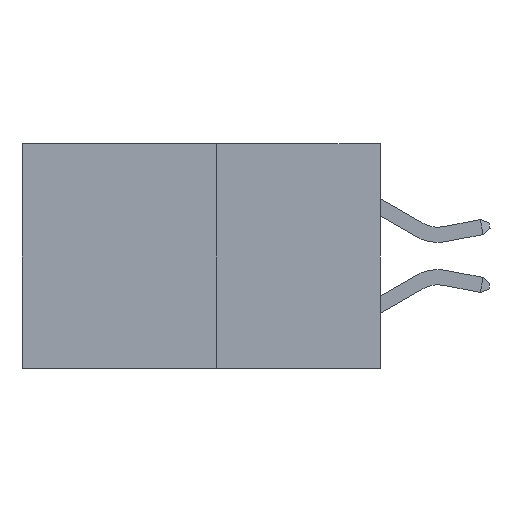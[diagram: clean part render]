
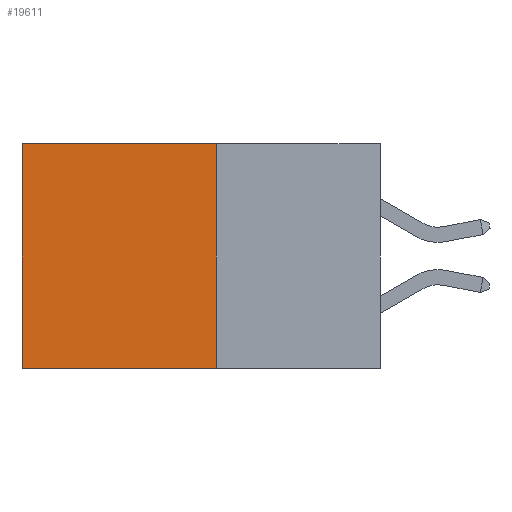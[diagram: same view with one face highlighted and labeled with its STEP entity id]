
A CAD part, left-side view. The second image highlights one B-rep face of the part: STEP entity #19611.
In plain terms, the highlighted planar face has unit normal (-1, 0, 0).
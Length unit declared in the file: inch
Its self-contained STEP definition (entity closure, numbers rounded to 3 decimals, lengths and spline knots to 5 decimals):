
#1 = VECTOR ( 'NONE', #6738, 39.37008 ) ;
#609 = VERTEX_POINT ( 'NONE', #4883 ) ;
#3944 = EDGE_CURVE ( 'NONE', #14875, #6961, #17474, .T. ) ;
#4259 = AXIS2_PLACEMENT_3D ( 'NONE', #17541, #8029, #19049 ) ;
#4385 = CARTESIAN_POINT ( 'NONE',  ( 0.277, 0.27, -0.37 ) ) ;
#4419 = ORIENTED_EDGE ( 'NONE', *, *, #3944, .T. ) ;
#4772 = CARTESIAN_POINT ( 'NONE',  ( 0.277, 0.27, 0. ) ) ;
#4883 = CARTESIAN_POINT ( 'NONE',  ( 0.277, 0.59, -0.37 ) ) ;
#5835 = EDGE_CURVE ( 'NONE', #6961, #609, #17401, .T. ) ;
#5839 = FACE_OUTER_BOUND ( 'NONE', #6519, .T. ) ;
#6519 = EDGE_LOOP ( 'NONE', ( #8041, #20550, #12930, #4419 ) ) ;
#6738 = DIRECTION ( 'NONE',  ( 0., 0., -1. ) ) ;
#6948 = VERTEX_POINT ( 'NONE', #10888 ) ;
#6961 = VERTEX_POINT ( 'NONE', #15556 ) ;
#8029 = DIRECTION ( 'NONE',  ( 1., 0., 0. ) ) ;
#8041 = ORIENTED_EDGE ( 'NONE', *, *, #5835, .T. ) ;
#8494 = CARTESIAN_POINT ( 'NONE',  ( 0.277, 0.27, -0.37 ) ) ;
#8546 = VECTOR ( 'NONE', #15934, 39.37008 ) ;
#9894 = LINE ( 'NONE', #4385, #18199 ) ;
#10888 = CARTESIAN_POINT ( 'NONE',  ( 0.277, 0.27, -0.37 ) ) ;
#11349 = PLANE ( 'NONE',  #4259 ) ;
#12930 = ORIENTED_EDGE ( 'NONE', *, *, #16875, .F. ) ;
#13573 = LINE ( 'NONE', #8494, #1 ) ;
#14620 = EDGE_CURVE ( 'NONE', #6948, #609, #9894, .T. ) ;
#14875 = VERTEX_POINT ( 'NONE', #4772 ) ;
#15556 = CARTESIAN_POINT ( 'NONE',  ( 0.277, 0.59, 0. ) ) ;
#15820 = CARTESIAN_POINT ( 'NONE',  ( 0.277, 0.27, 0. ) ) ;
#15934 = DIRECTION ( 'NONE',  ( 0., 1., 0. ) ) ;
#15948 = DIRECTION ( 'NONE',  ( 0., 1., 0. ) ) ;
#16562 = DIRECTION ( 'NONE',  ( 0., 0., -1. ) ) ;
#16603 = CARTESIAN_POINT ( 'NONE',  ( 0.277, 0.59, -0.37 ) ) ;
#16875 = EDGE_CURVE ( 'NONE', #14875, #6948, #13573, .T. ) ;
#16914 = VECTOR ( 'NONE', #16562, 39.37008 ) ;
#17401 = LINE ( 'NONE', #16603, #16914 ) ;
#17474 = LINE ( 'NONE', #15820, #8546 ) ;
#17541 = CARTESIAN_POINT ( 'NONE',  ( 0.277, 0.27, -0.37 ) ) ;
#18199 = VECTOR ( 'NONE', #15948, 39.37008 ) ;
#19049 = DIRECTION ( 'NONE',  ( 0., 0., -1. ) ) ;
#19611 = ADVANCED_FACE ( 'NONE', ( #5839 ), #11349, .F. ) ;
#20550 = ORIENTED_EDGE ( 'NONE', *, *, #14620, .F. ) ;
